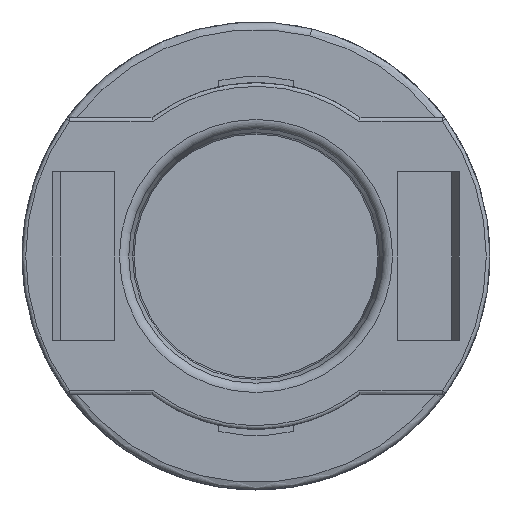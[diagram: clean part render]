
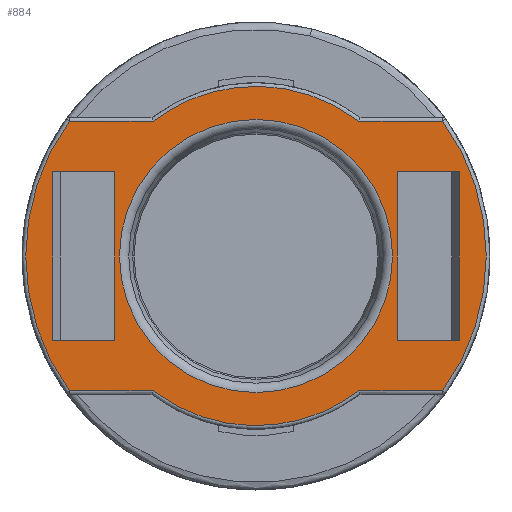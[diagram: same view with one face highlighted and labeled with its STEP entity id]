
A CAD part, front view. The second image highlights one B-rep face of the part: STEP entity #884.
In plain terms, the highlighted planar face has unit normal (0, -1, 0).
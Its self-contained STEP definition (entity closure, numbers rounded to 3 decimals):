
#75=CARTESIAN_POINT('',(5.7,0.,-3.4));
#76=VERTEX_POINT('',#75);
#77=CARTESIAN_POINT('',(8.2,0.,-3.4));
#78=VERTEX_POINT('',#77);
#79=CARTESIAN_POINT('',(5.7,0.,-3.4));
#80=DIRECTION('',(1.,0.,0.));
#81=VECTOR('',#80,2.5);
#82=LINE('',#79,#81);
#83=EDGE_CURVE('',#76,#78,#82,.T.);
#114=CARTESIAN_POINT('',(5.7,0.,3.4));
#115=VERTEX_POINT('',#114);
#116=CARTESIAN_POINT('',(5.7,0.,3.4));
#117=DIRECTION('',(0.,0.,-1.));
#118=VECTOR('',#117,6.8);
#119=LINE('',#116,#118);
#120=EDGE_CURVE('',#115,#76,#119,.T.);
#152=CARTESIAN_POINT('',(8.2,0.,3.4));
#153=VERTEX_POINT('',#152);
#160=CARTESIAN_POINT('',(8.2,0.,3.4));
#161=DIRECTION('',(-1.,0.,0.));
#162=VECTOR('',#161,2.5);
#163=LINE('',#160,#162);
#164=EDGE_CURVE('',#153,#115,#163,.T.);
#193=CARTESIAN_POINT('',(-8.2,0.,-3.4));
#194=VERTEX_POINT('',#193);
#201=CARTESIAN_POINT('',(-5.7,0.,-3.4));
#202=VERTEX_POINT('',#201);
#203=CARTESIAN_POINT('',(-8.2,0.,-3.4));
#204=DIRECTION('',(1.,0.,0.));
#205=VECTOR('',#204,2.5);
#206=LINE('',#203,#205);
#207=EDGE_CURVE('',#194,#202,#206,.T.);
#254=CARTESIAN_POINT('',(-5.7,0.,3.4));
#255=VERTEX_POINT('',#254);
#256=CARTESIAN_POINT('',(-8.2,0.,3.4));
#257=VERTEX_POINT('',#256);
#258=CARTESIAN_POINT('',(-5.7,0.,3.4));
#259=DIRECTION('',(-1.,0.,0.));
#260=VECTOR('',#259,2.5);
#261=LINE('',#258,#260);
#262=EDGE_CURVE('',#255,#257,#261,.T.);
#293=CARTESIAN_POINT('',(-5.7,0.,-3.4));
#294=DIRECTION('',(0.,0.,1.));
#295=VECTOR('',#294,6.8);
#296=LINE('',#293,#295);
#297=EDGE_CURVE('',#202,#255,#296,.T.);
#721=CARTESIAN_POINT('',(8.2,0.,-3.4));
#722=DIRECTION('',(0.,0.,1.));
#723=VECTOR('',#722,6.8);
#724=LINE('',#721,#723);
#725=EDGE_CURVE('',#78,#153,#724,.T.);
#738=CARTESIAN_POINT('',(-8.2,0.,3.4));
#739=DIRECTION('',(0.,0.,-1.));
#740=VECTOR('',#739,6.8);
#741=LINE('',#738,#740);
#742=EDGE_CURVE('',#257,#194,#741,.T.);
#748=CARTESIAN_POINT('',(0.464,0.,-1.265));
#749=DIRECTION('',(1.,0.,0.));
#750=DIRECTION('',(0.,-1.,0.));
#751=AXIS2_PLACEMENT_3D('',#748,#750,#749);
#752=PLANE('',#751);
#753=CARTESIAN_POINT('',(-7.536,0.,5.45));
#754=VERTEX_POINT('',#753);
#755=CARTESIAN_POINT('',(-7.536,0.,-5.45));
#756=VERTEX_POINT('',#755);
#757=CARTESIAN_POINT('',(0.,0.,0.));
#758=DIRECTION('',(-0.81,0.,0.586));
#759=DIRECTION('',(0.,-1.,-0.));
#760=AXIS2_PLACEMENT_3D('',#757,#759,#758);
#761=CIRCLE('',#760,9.3);
#762=EDGE_CURVE('',#754,#756,#761,.T.);
#763=ORIENTED_EDGE('',*,*,#762,.T.);
#764=CARTESIAN_POINT('',(-4.151,0.,-5.45));
#765=VERTEX_POINT('',#764);
#766=CARTESIAN_POINT('',(-7.536,0.,-5.45));
#767=DIRECTION('',(1.,0.,0.));
#768=VECTOR('',#767,3.385);
#769=LINE('',#766,#768);
#770=EDGE_CURVE('',#756,#765,#769,.T.);
#771=ORIENTED_EDGE('',*,*,#770,.T.);
#772=CARTESIAN_POINT('',(4.151,0.,-5.45));
#773=VERTEX_POINT('',#772);
#774=CARTESIAN_POINT('',(-4.151,0.,-5.45));
#775=CARTESIAN_POINT('',(-4.059,0.,-5.518));
#776=CARTESIAN_POINT('',(-3.82,0.,-5.689));
#777=CARTESIAN_POINT('',(-3.477,0.,-5.906));
#778=CARTESIAN_POINT('',(-3.075,0.,-6.126));
#779=CARTESIAN_POINT('',(-2.655,0.,-6.319));
#780=CARTESIAN_POINT('',(-2.223,0.,-6.483));
#781=CARTESIAN_POINT('',(-1.782,0.,-6.618));
#782=CARTESIAN_POINT('',(-1.331,0.,-6.723));
#783=CARTESIAN_POINT('',(-0.876,0.,-6.798));
#784=CARTESIAN_POINT('',(-0.416,0.,-6.841));
#785=CARTESIAN_POINT('',(0.,0.,-6.852));
#786=CARTESIAN_POINT('',(0.416,0.,-6.841));
#787=CARTESIAN_POINT('',(0.876,0.,-6.798));
#788=CARTESIAN_POINT('',(1.331,0.,-6.723));
#789=CARTESIAN_POINT('',(1.782,0.,-6.618));
#790=CARTESIAN_POINT('',(2.223,0.,-6.483));
#791=CARTESIAN_POINT('',(2.655,0.,-6.319));
#792=CARTESIAN_POINT('',(3.075,0.,-6.126));
#793=CARTESIAN_POINT('',(3.477,0.,-5.906));
#794=CARTESIAN_POINT('',(3.82,0.,-5.689));
#795=CARTESIAN_POINT('',(4.059,0.,-5.518));
#796=CARTESIAN_POINT('',(4.151,0.,-5.45));
#797=B_SPLINE_CURVE_WITH_KNOTS('',2,(#774,#775,#776,#777,#778,#779,#780,#781,#782,#783,#784,#785,#786,#787,#788,#789,#790,#791,#792,#793,#794,#795,#796),.UNSPECIFIED.,.F.,.U.,(3,1,1,1,1,1,1,1,1,1,1,1,1,1,1,1,1,1,1,1,1,3),(0.,0.007,0.019,0.033,0.048,0.063,0.077,0.092,0.107,0.122,0.136,0.148,0.163,0.178,0.192,0.207,0.222,0.237,0.251,0.266,0.277,0.285),.UNSPECIFIED.);
#798=EDGE_CURVE('',#765,#773,#797,.T.);
#799=ORIENTED_EDGE('',*,*,#798,.T.);
#800=CARTESIAN_POINT('',(7.536,0.,-5.45));
#801=VERTEX_POINT('',#800);
#802=CARTESIAN_POINT('',(4.151,0.,-5.45));
#803=DIRECTION('',(1.,0.,0.));
#804=VECTOR('',#803,3.385);
#805=LINE('',#802,#804);
#806=EDGE_CURVE('',#773,#801,#805,.T.);
#807=ORIENTED_EDGE('',*,*,#806,.T.);
#808=CARTESIAN_POINT('',(7.536,0.,5.45));
#809=VERTEX_POINT('',#808);
#810=CARTESIAN_POINT('',(0.,0.,0.));
#811=DIRECTION('',(0.81,0.,-0.586));
#812=DIRECTION('',(-0.,-1.,0.));
#813=AXIS2_PLACEMENT_3D('',#810,#812,#811);
#814=CIRCLE('',#813,9.3);
#815=EDGE_CURVE('',#801,#809,#814,.T.);
#816=ORIENTED_EDGE('',*,*,#815,.T.);
#817=CARTESIAN_POINT('',(4.151,0.,5.45));
#818=VERTEX_POINT('',#817);
#819=CARTESIAN_POINT('',(7.536,0.,5.45));
#820=DIRECTION('',(-1.,0.,0.));
#821=VECTOR('',#820,3.385);
#822=LINE('',#819,#821);
#823=EDGE_CURVE('',#809,#818,#822,.T.);
#824=ORIENTED_EDGE('',*,*,#823,.T.);
#825=CARTESIAN_POINT('',(-4.151,0.,5.45));
#826=VERTEX_POINT('',#825);
#827=CARTESIAN_POINT('',(4.151,0.,5.45));
#828=CARTESIAN_POINT('',(4.059,0.,5.518));
#829=CARTESIAN_POINT('',(3.82,0.,5.689));
#830=CARTESIAN_POINT('',(3.477,0.,5.906));
#831=CARTESIAN_POINT('',(3.075,0.,6.126));
#832=CARTESIAN_POINT('',(2.655,0.,6.319));
#833=CARTESIAN_POINT('',(2.223,0.,6.483));
#834=CARTESIAN_POINT('',(1.782,0.,6.618));
#835=CARTESIAN_POINT('',(1.331,0.,6.723));
#836=CARTESIAN_POINT('',(0.876,0.,6.798));
#837=CARTESIAN_POINT('',(0.416,0.,6.841));
#838=CARTESIAN_POINT('',(0.,0.,6.852));
#839=CARTESIAN_POINT('',(-0.416,0.,6.841));
#840=CARTESIAN_POINT('',(-0.876,0.,6.798));
#841=CARTESIAN_POINT('',(-1.331,0.,6.723));
#842=CARTESIAN_POINT('',(-1.782,0.,6.618));
#843=CARTESIAN_POINT('',(-2.223,0.,6.483));
#844=CARTESIAN_POINT('',(-2.655,0.,6.319));
#845=CARTESIAN_POINT('',(-3.075,0.,6.126));
#846=CARTESIAN_POINT('',(-3.477,0.,5.906));
#847=CARTESIAN_POINT('',(-3.82,0.,5.689));
#848=CARTESIAN_POINT('',(-4.059,0.,5.518));
#849=CARTESIAN_POINT('',(-4.151,0.,5.45));
#850=B_SPLINE_CURVE_WITH_KNOTS('',2,(#827,#828,#829,#830,#831,#832,#833,#834,#835,#836,#837,#838,#839,#840,#841,#842,#843,#844,#845,#846,#847,#848,#849),.UNSPECIFIED.,.F.,.U.,(3,1,1,1,1,1,1,1,1,1,1,1,1,1,1,1,1,1,1,1,1,3),(0.,0.007,0.019,0.033,0.048,0.063,0.077,0.092,0.107,0.122,0.136,0.148,0.163,0.178,0.192,0.207,0.222,0.237,0.251,0.266,0.277,0.285),.UNSPECIFIED.);
#851=EDGE_CURVE('',#818,#826,#850,.T.);
#852=ORIENTED_EDGE('',*,*,#851,.T.);
#853=CARTESIAN_POINT('',(-4.151,0.,5.45));
#854=DIRECTION('',(-1.,0.,0.));
#855=VECTOR('',#854,3.385);
#856=LINE('',#853,#855);
#857=EDGE_CURVE('',#826,#754,#856,.T.);
#858=ORIENTED_EDGE('',*,*,#857,.T.);
#859=EDGE_LOOP('',(#763,#771,#799,#807,#816,#824,#852,#858));
#860=FACE_OUTER_BOUND('',#859,.T.);
#861=ORIENTED_EDGE('',*,*,#207,.F.);
#862=ORIENTED_EDGE('',*,*,#742,.F.);
#863=ORIENTED_EDGE('',*,*,#262,.F.);
#864=ORIENTED_EDGE('',*,*,#297,.F.);
#865=EDGE_LOOP('',(#861,#862,#863,#864));
#866=FACE_BOUND('',#865,.T.);
#867=ORIENTED_EDGE('',*,*,#120,.F.);
#868=ORIENTED_EDGE('',*,*,#164,.F.);
#869=ORIENTED_EDGE('',*,*,#725,.F.);
#870=ORIENTED_EDGE('',*,*,#83,.F.);
#871=EDGE_LOOP('',(#867,#868,#869,#870));
#872=FACE_BOUND('',#871,.T.);
#873=CARTESIAN_POINT('',(-5.515,0.,0.));
#874=VERTEX_POINT('',#873);
#875=CARTESIAN_POINT('',(0.,0.,0.));
#876=DIRECTION('',(-1.,-0.,0.));
#877=DIRECTION('',(0.,1.,0.));
#878=AXIS2_PLACEMENT_3D('',#875,#877,#876);
#879=CIRCLE('',#878,5.515);
#880=EDGE_CURVE('',#874,#874,#879,.T.);
#881=ORIENTED_EDGE('',*,*,#880,.T.);
#882=EDGE_LOOP('',(#881));
#883=FACE_BOUND('',#882,.T.);
#884=ADVANCED_FACE('',(#860,#866,#872,#883),#752,.T.);
